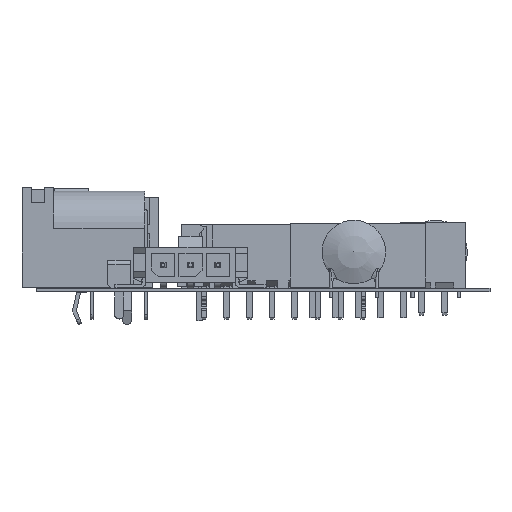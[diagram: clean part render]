
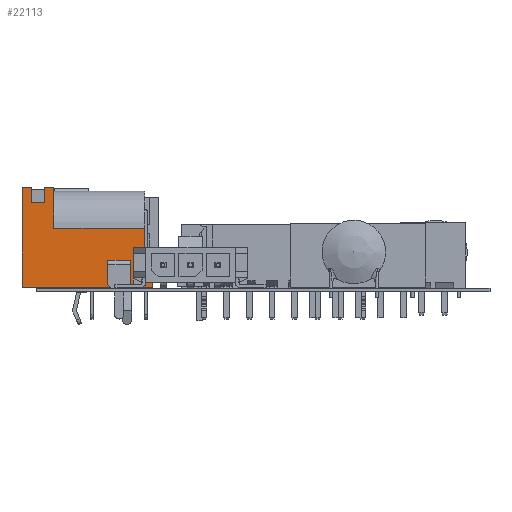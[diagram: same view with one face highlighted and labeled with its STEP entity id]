
A CAD part, front view. The second image highlights one B-rep face of the part: STEP entity #22113.
In plain terms, the highlighted face is planar.
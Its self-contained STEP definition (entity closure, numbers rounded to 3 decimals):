
#21951 = VERTEX_POINT('',#21952);
#21952 = CARTESIAN_POINT('',(-14.4,-6.5,-4.5));
#21958 = EDGE_CURVE('',#21951,#21959,#21961,.T.);
#21959 = VERTEX_POINT('',#21960);
#21960 = CARTESIAN_POINT('',(-11.67,-6.5,-4.5));
#21961 = LINE('',#21962,#21963);
#21962 = CARTESIAN_POINT('',(-14.4,-6.5,-4.5));
#21963 = VECTOR('',#21964,1.);
#21964 = DIRECTION('',(1.,0.,0.));
#21967 = VERTEX_POINT('',#21968);
#21968 = CARTESIAN_POINT('',(-9.73,-6.5,-4.5));
#21974 = EDGE_CURVE('',#21967,#21975,#21977,.T.);
#21975 = VERTEX_POINT('',#21976);
#21976 = CARTESIAN_POINT('',(0.,-6.5,-4.5));
#21977 = LINE('',#21978,#21979);
#21978 = CARTESIAN_POINT('',(-14.4,-6.5,-4.5));
#21979 = VECTOR('',#21980,1.);
#21980 = DIRECTION('',(1.,0.,0.));
#22064 = VERTEX_POINT('',#22065);
#22065 = CARTESIAN_POINT('',(-13.5,-4.,-4.5));
#22071 = EDGE_CURVE('',#22064,#22072,#22074,.T.);
#22072 = VERTEX_POINT('',#22073);
#22073 = CARTESIAN_POINT('',(-14.4,-4.,-4.5));
#22074 = LINE('',#22075,#22076);
#22075 = CARTESIAN_POINT('',(-14.4,-4.,-4.5));
#22076 = VECTOR('',#22077,1.);
#22077 = DIRECTION('',(-1.,-0.,-0.));
#22113 = ADVANCED_FACE('',(#22114),#22233,.T.);
#22114 = FACE_BOUND('',#22115,.T.);
#22115 = EDGE_LOOP('',(#22116,#22117,#22125,#22133,#22141,#22149,#22155,
    #22156,#22162,#22163,#22171,#22179,#22187,#22195,#22203,#22211,
    #22219,#22227));
#22116 = ORIENTED_EDGE('',*,*,#21974,.F.);
#22117 = ORIENTED_EDGE('',*,*,#22118,.F.);
#22118 = EDGE_CURVE('',#22119,#21967,#22121,.T.);
#22119 = VERTEX_POINT('',#22120);
#22120 = CARTESIAN_POINT('',(-9.45,-6.2,-4.5));
#22121 = LINE('',#22122,#22123);
#22122 = CARTESIAN_POINT('',(-10.2,-7.004,-4.5));
#22123 = VECTOR('',#22124,1.);
#22124 = DIRECTION('',(-0.682,-0.731,
    0.));
#22125 = ORIENTED_EDGE('',*,*,#22126,.T.);
#22126 = EDGE_CURVE('',#22119,#22127,#22129,.T.);
#22127 = VERTEX_POINT('',#22128);
#22128 = CARTESIAN_POINT('',(-9.45,-3.5,-4.5));
#22129 = LINE('',#22130,#22131);
#22130 = CARTESIAN_POINT('',(-9.45,-10.,-4.5));
#22131 = VECTOR('',#22132,1.);
#22132 = DIRECTION('',(-0.,1.,-0.));
#22133 = ORIENTED_EDGE('',*,*,#22134,.T.);
#22134 = EDGE_CURVE('',#22127,#22135,#22137,.T.);
#22135 = VERTEX_POINT('',#22136);
#22136 = CARTESIAN_POINT('',(-11.95,-3.5,-4.5));
#22137 = LINE('',#22138,#22139);
#22138 = CARTESIAN_POINT('',(-11.95,-3.5,-4.5));
#22139 = VECTOR('',#22140,1.);
#22140 = DIRECTION('',(-1.,-0.,0.));
#22141 = ORIENTED_EDGE('',*,*,#22142,.F.);
#22142 = EDGE_CURVE('',#22143,#22135,#22145,.T.);
#22143 = VERTEX_POINT('',#22144);
#22144 = CARTESIAN_POINT('',(-11.95,-6.2,-4.5));
#22145 = LINE('',#22146,#22147);
#22146 = CARTESIAN_POINT('',(-11.95,-10.,-4.5));
#22147 = VECTOR('',#22148,1.);
#22148 = DIRECTION('',(-0.,1.,-0.));
#22149 = ORIENTED_EDGE('',*,*,#22150,.F.);
#22150 = EDGE_CURVE('',#21959,#22143,#22151,.T.);
#22151 = LINE('',#22152,#22153);
#22152 = CARTESIAN_POINT('',(-11.2,-7.004,-4.5));
#22153 = VECTOR('',#22154,1.);
#22154 = DIRECTION('',(-0.682,0.731,0.
    ));
#22155 = ORIENTED_EDGE('',*,*,#21958,.F.);
#22156 = ORIENTED_EDGE('',*,*,#22157,.T.);
#22157 = EDGE_CURVE('',#21951,#22072,#22158,.T.);
#22158 = LINE('',#22159,#22160);
#22159 = CARTESIAN_POINT('',(-14.4,4.5,-4.5));
#22160 = VECTOR('',#22161,1.);
#22161 = DIRECTION('',(-0.,1.,0.));
#22162 = ORIENTED_EDGE('',*,*,#22071,.F.);
#22163 = ORIENTED_EDGE('',*,*,#22164,.F.);
#22164 = EDGE_CURVE('',#22165,#22064,#22167,.T.);
#22165 = VERTEX_POINT('',#22166);
#22166 = CARTESIAN_POINT('',(-13.5,0.,-4.5));
#22167 = LINE('',#22168,#22169);
#22168 = CARTESIAN_POINT('',(-13.5,-4.,-4.5));
#22169 = VECTOR('',#22170,1.);
#22170 = DIRECTION('',(-0.,-1.,-0.));
#22171 = ORIENTED_EDGE('',*,*,#22172,.T.);
#22172 = EDGE_CURVE('',#22165,#22173,#22175,.T.);
#22173 = VERTEX_POINT('',#22174);
#22174 = CARTESIAN_POINT('',(-3.5,0.,-4.5));
#22175 = LINE('',#22176,#22177);
#22176 = CARTESIAN_POINT('',(-14.4,0.,-4.5));
#22177 = VECTOR('',#22178,1.);
#22178 = DIRECTION('',(1.,-0.,-0.));
#22179 = ORIENTED_EDGE('',*,*,#22180,.T.);
#22180 = EDGE_CURVE('',#22173,#22181,#22183,.T.);
#22181 = VERTEX_POINT('',#22182);
#22182 = CARTESIAN_POINT('',(-3.5,4.5,-4.5));
#22183 = LINE('',#22184,#22185);
#22184 = CARTESIAN_POINT('',(-3.5,0.,-4.5));
#22185 = VECTOR('',#22186,1.);
#22186 = DIRECTION('',(0.,1.,0.));
#22187 = ORIENTED_EDGE('',*,*,#22188,.T.);
#22188 = EDGE_CURVE('',#22181,#22189,#22191,.T.);
#22189 = VERTEX_POINT('',#22190);
#22190 = CARTESIAN_POINT('',(-2.5,4.5,-4.5));
#22191 = LINE('',#22192,#22193);
#22192 = CARTESIAN_POINT('',(-14.4,4.5,-4.5));
#22193 = VECTOR('',#22194,1.);
#22194 = DIRECTION('',(1.,0.,0.));
#22195 = ORIENTED_EDGE('',*,*,#22196,.F.);
#22196 = EDGE_CURVE('',#22197,#22189,#22199,.T.);
#22197 = VERTEX_POINT('',#22198);
#22198 = CARTESIAN_POINT('',(-2.5,2.8,-4.5));
#22199 = LINE('',#22200,#22201);
#22200 = CARTESIAN_POINT('',(-2.5,2.8,-4.5));
#22201 = VECTOR('',#22202,1.);
#22202 = DIRECTION('',(-0.,1.,0.));
#22203 = ORIENTED_EDGE('',*,*,#22204,.F.);
#22204 = EDGE_CURVE('',#22205,#22197,#22207,.T.);
#22205 = VERTEX_POINT('',#22206);
#22206 = CARTESIAN_POINT('',(-1.,2.8,-4.5));
#22207 = LINE('',#22208,#22209);
#22208 = CARTESIAN_POINT('',(-1.,2.8,-4.5));
#22209 = VECTOR('',#22210,1.);
#22210 = DIRECTION('',(-1.,0.,0.));
#22211 = ORIENTED_EDGE('',*,*,#22212,.T.);
#22212 = EDGE_CURVE('',#22205,#22213,#22215,.T.);
#22213 = VERTEX_POINT('',#22214);
#22214 = CARTESIAN_POINT('',(-1.,4.5,-4.5));
#22215 = LINE('',#22216,#22217);
#22216 = CARTESIAN_POINT('',(-1.,2.8,-4.5));
#22217 = VECTOR('',#22218,1.);
#22218 = DIRECTION('',(-0.,1.,0.));
#22219 = ORIENTED_EDGE('',*,*,#22220,.T.);
#22220 = EDGE_CURVE('',#22213,#22221,#22223,.T.);
#22221 = VERTEX_POINT('',#22222);
#22222 = CARTESIAN_POINT('',(0.,4.5,-4.5));
#22223 = LINE('',#22224,#22225);
#22224 = CARTESIAN_POINT('',(-14.4,4.5,-4.5));
#22225 = VECTOR('',#22226,1.);
#22226 = DIRECTION('',(1.,0.,0.));
#22227 = ORIENTED_EDGE('',*,*,#22228,.F.);
#22228 = EDGE_CURVE('',#21975,#22221,#22229,.T.);
#22229 = LINE('',#22230,#22231);
#22230 = CARTESIAN_POINT('',(0.,4.5,-4.5));
#22231 = VECTOR('',#22232,1.);
#22232 = DIRECTION('',(-0.,1.,0.));
#22233 = PLANE('',#22234);
#22234 = AXIS2_PLACEMENT_3D('',#22235,#22236,#22237);
#22235 = CARTESIAN_POINT('',(-14.4,4.5,-4.5));
#22236 = DIRECTION('',(0.,0.,-1.));
#22237 = DIRECTION('',(-1.,0.,0.));
